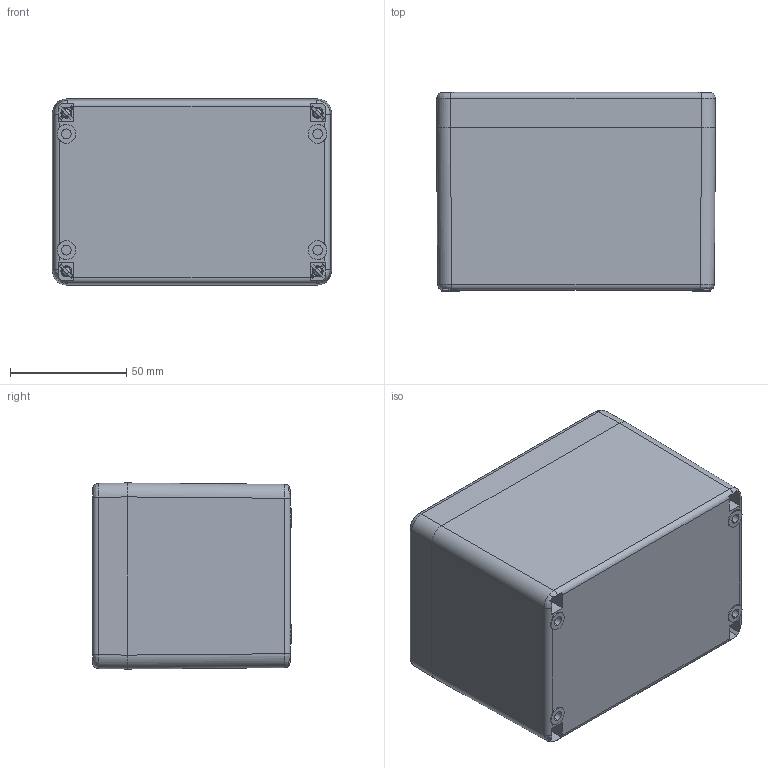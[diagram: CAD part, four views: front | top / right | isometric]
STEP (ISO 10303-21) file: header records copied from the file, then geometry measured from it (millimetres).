
FILE_DESCRIPTION((''),'2;1');
FILE_NAME('CT-601_ASM','2010-09-14T',('M.Fehring'),(''),'PRO/ENGINEER BY PARAMETRIC TECHNOLOGY CORPORATION, 2005070','PRO/ENGINEER BY PARAMETRIC TECHNOLOGY CORPORATION, 2005070','');
FILE_SCHEMA(('AUTOMOTIVE_DESIGN_CC2 { 1 2 10303 214 -1 1 5 2 }'));
Length unit declared in the file: millimetre
Products named in the file (6): CT-601_UNTERTEIL; CT-581_CT-601_DE; 9501071000_001; 9266001000_EINBAU; 9501071000_ASM; CT-601_ASM
Assembly tree (8 placements, depth 3):
  CT-601_ASM
    CT-601_UNTERTEIL
    CT-581_CT-601_DE
    9501071000_ASM  x4
      9501071000_001
      9266001000_EINBAU
Bounding box: 120 x 85.5 x 80 mm (x, y, z)
Volume: 178062.9 mm3; surface area: 122980 mm2
Topology: 10 solids, 10 shells, 741 faces, 1884 edges, 1166 vertices
Faces by surface type: plane 349, cylinder 188, cone 140, bspline 48, torus 8, sphere 8
Entity records: 25286 total; most frequent: CARTESIAN_POINT 7558, DIRECTION 2804, ORIENTED_EDGE 2776, PRESENTATION_STYLE_ASSIGNMENT 1392, STYLED_ITEM 1392, CURVE_STYLE 1388, EDGE_CURVE 1388, AXIS2_PLACEMENT_3D 1023
